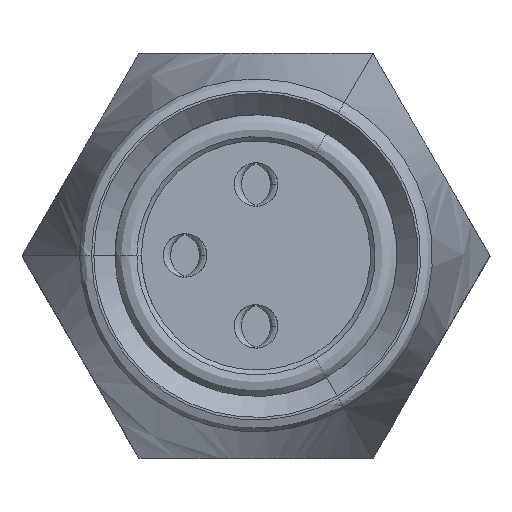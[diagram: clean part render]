
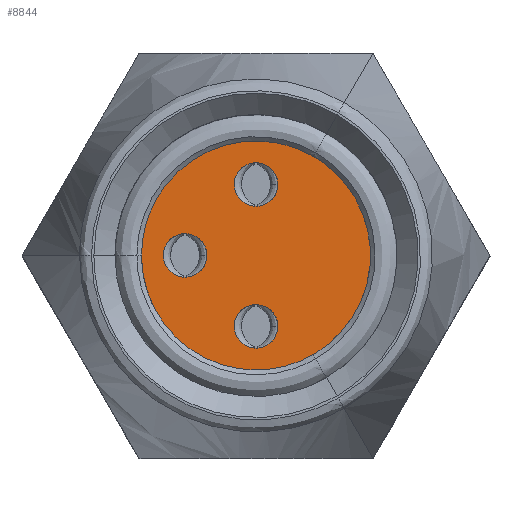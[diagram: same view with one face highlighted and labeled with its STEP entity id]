
A CAD part, top view. The second image highlights one B-rep face of the part: STEP entity #8844.
In plain terms, the highlighted planar face has unit normal (0, 0, 1).
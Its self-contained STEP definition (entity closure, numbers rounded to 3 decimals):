
#8774=AXIS2_PLACEMENT_3D('Plane Axis2P3D',#8771,#8772,#8773) ;
#8405=CARTESIAN_POINT('Vertex',(5.254,3.389,35.4)) ;
#8409=CARTESIAN_POINT('Control Point',(5.254,3.389,35.4)) ;
#8410=CARTESIAN_POINT('Control Point',(5.013,2.49,35.4)) ;
#8411=CARTESIAN_POINT('Control Point',(5.913,2.731,35.4)) ;
#8412=CARTESIAN_POINT('Vertex',(5.913,2.731,35.4)) ;
#8434=CARTESIAN_POINT('Control Point',(5.913,2.731,35.4)) ;
#8435=CARTESIAN_POINT('Control Point',(6.812,2.972,35.4)) ;
#8436=CARTESIAN_POINT('Control Point',(6.154,3.63,35.4)) ;
#8437=CARTESIAN_POINT('Vertex',(6.154,3.63,35.4)) ;
#8459=CARTESIAN_POINT('Control Point',(6.154,3.63,35.4)) ;
#8460=CARTESIAN_POINT('Control Point',(5.495,4.288,35.4)) ;
#8461=CARTESIAN_POINT('Control Point',(5.254,3.389,35.4)) ;
#8480=CARTESIAN_POINT('Vertex',(3.504,5.139,35.4)) ;
#8484=CARTESIAN_POINT('Control Point',(3.504,5.139,35.4)) ;
#8485=CARTESIAN_POINT('Control Point',(3.263,4.24,35.4)) ;
#8486=CARTESIAN_POINT('Control Point',(4.163,4.481,35.4)) ;
#8487=CARTESIAN_POINT('Vertex',(4.163,4.481,35.4)) ;
#8509=CARTESIAN_POINT('Control Point',(4.163,4.481,35.4)) ;
#8510=CARTESIAN_POINT('Control Point',(5.062,4.722,35.4)) ;
#8511=CARTESIAN_POINT('Control Point',(4.404,5.38,35.4)) ;
#8512=CARTESIAN_POINT('Vertex',(4.404,5.38,35.4)) ;
#8534=CARTESIAN_POINT('Control Point',(4.404,5.38,35.4)) ;
#8535=CARTESIAN_POINT('Control Point',(3.745,6.038,35.4)) ;
#8536=CARTESIAN_POINT('Control Point',(3.504,5.139,35.4)) ;
#8555=CARTESIAN_POINT('Vertex',(5.254,6.889,35.4)) ;
#8559=CARTESIAN_POINT('Control Point',(5.254,6.889,35.4)) ;
#8560=CARTESIAN_POINT('Control Point',(5.013,5.99,35.4)) ;
#8561=CARTESIAN_POINT('Control Point',(5.913,6.231,35.4)) ;
#8562=CARTESIAN_POINT('Vertex',(5.913,6.231,35.4)) ;
#8584=CARTESIAN_POINT('Control Point',(5.913,6.231,35.4)) ;
#8585=CARTESIAN_POINT('Control Point',(6.812,6.472,35.4)) ;
#8586=CARTESIAN_POINT('Control Point',(6.154,7.13,35.4)) ;
#8587=CARTESIAN_POINT('Vertex',(6.154,7.13,35.4)) ;
#8609=CARTESIAN_POINT('Control Point',(6.154,7.13,35.4)) ;
#8610=CARTESIAN_POINT('Control Point',(5.495,7.788,35.4)) ;
#8611=CARTESIAN_POINT('Control Point',(5.254,6.889,35.4)) ;
#8771=CARTESIAN_POINT('Axis2P3D Location',(3.576,8.806,35.4)) ;
#8777=CARTESIAN_POINT('Control Point',(3.045,5.731,35.4)) ;
#8778=CARTESIAN_POINT('Control Point',(2.952,5.387,35.4)) ;
#8779=CARTESIAN_POINT('Control Point',(2.908,5.002,35.4)) ;
#8780=CARTESIAN_POINT('Control Point',(2.93,4.589,35.4)) ;
#8781=CARTESIAN_POINT('Control Point',(3.139,3.78,35.4)) ;
#8782=CARTESIAN_POINT('Control Point',(3.645,3.073,35.4)) ;
#8783=CARTESIAN_POINT('Control Point',(3.953,2.78,35.4)) ;
#8784=CARTESIAN_POINT('Control Point',(4.658,2.326,35.4)) ;
#8785=CARTESIAN_POINT('Control Point',(5.439,2.153,35.4)) ;
#8786=CARTESIAN_POINT('Control Point',(5.823,2.14,35.4)) ;
#8787=CARTESIAN_POINT('Control Point',(6.181,2.185,35.4)) ;
#8788=CARTESIAN_POINT('Control Point',(6.505,2.271,35.4)) ;
#8789=CARTESIAN_POINT('Vertex',(3.045,5.731,35.4)) ;
#8791=CARTESIAN_POINT('Vertex',(6.505,2.271,35.4)) ;
#8795=CARTESIAN_POINT('Control Point',(6.505,2.271,35.4)) ;
#8796=CARTESIAN_POINT('Control Point',(6.849,2.364,35.4)) ;
#8797=CARTESIAN_POINT('Control Point',(7.204,2.517,35.4)) ;
#8798=CARTESIAN_POINT('Control Point',(7.551,2.744,35.4)) ;
#8799=CARTESIAN_POINT('Control Point',(8.147,3.328,35.4)) ;
#8800=CARTESIAN_POINT('Control Point',(8.507,4.12,35.4)) ;
#8801=CARTESIAN_POINT('Control Point',(8.607,4.533,35.4)) ;
#8802=CARTESIAN_POINT('Control Point',(8.647,5.371,35.4)) ;
#8803=CARTESIAN_POINT('Control Point',(8.406,6.133,35.4)) ;
#8804=CARTESIAN_POINT('Control Point',(8.225,6.473,35.4)) ;
#8805=CARTESIAN_POINT('Control Point',(8.008,6.761,35.4)) ;
#8806=CARTESIAN_POINT('Control Point',(7.771,6.998,35.4)) ;
#8807=CARTESIAN_POINT('Vertex',(7.771,6.998,35.4)) ;
#8811=CARTESIAN_POINT('Control Point',(7.771,6.998,35.4)) ;
#8812=CARTESIAN_POINT('Control Point',(7.519,7.25,35.4)) ;
#8813=CARTESIAN_POINT('Control Point',(7.208,7.481,35.4)) ;
#8814=CARTESIAN_POINT('Control Point',(6.839,7.668,35.4)) ;
#8815=CARTESIAN_POINT('Control Point',(6.035,7.891,35.4)) ;
#8816=CARTESIAN_POINT('Control Point',(5.169,7.807,35.4)) ;
#8817=CARTESIAN_POINT('Control Point',(4.761,7.687,35.4)) ;
#8818=CARTESIAN_POINT('Control Point',(4.016,7.303,35.4)) ;
#8819=CARTESIAN_POINT('Control Point',(3.476,6.713,35.4)) ;
#8820=CARTESIAN_POINT('Control Point',(3.272,6.387,35.4)) ;
#8821=CARTESIAN_POINT('Control Point',(3.131,6.054,35.4)) ;
#8822=CARTESIAN_POINT('Control Point',(3.045,5.731,35.4)) ;
#8772=DIRECTION('Axis2P3D Direction',(0.,0.,1.)) ;
#8773=DIRECTION('Axis2P3D XDirection',(-0.259,-0.966,0.)) ;
#8825=ORIENTED_EDGE('',*,*,#8793,.T.) ;
#8826=ORIENTED_EDGE('',*,*,#8809,.T.) ;
#8827=ORIENTED_EDGE('',*,*,#8823,.T.) ;
#8830=ORIENTED_EDGE('',*,*,#8462,.T.) ;
#8831=ORIENTED_EDGE('',*,*,#8439,.T.) ;
#8832=ORIENTED_EDGE('',*,*,#8414,.T.) ;
#8835=ORIENTED_EDGE('',*,*,#8537,.T.) ;
#8836=ORIENTED_EDGE('',*,*,#8514,.T.) ;
#8837=ORIENTED_EDGE('',*,*,#8489,.T.) ;
#8840=ORIENTED_EDGE('',*,*,#8612,.T.) ;
#8841=ORIENTED_EDGE('',*,*,#8589,.T.) ;
#8842=ORIENTED_EDGE('',*,*,#8564,.T.) ;
#8833=FACE_BOUND('',#8829,.T.) ;
#8838=FACE_BOUND('',#8834,.T.) ;
#8843=FACE_BOUND('',#8839,.T.) ;
#8844=ADVANCED_FACE('5011280.1\\instance id 5\\R2',(#8828,#8833,#8838,#8843),#8775,.T.) ;
#8776=B_SPLINE_CURVE_WITH_KNOTS('',5,(#8777,#8778,#8779,#8780,#8781,#8782,#8783,#8784,#8785,#8786,#8787,#8788),.UNSPECIFIED.,.F.,.U.,(6,3,3,6),(0.,3.988,7.71,11.451),.UNSPECIFIED.) ;
#8794=B_SPLINE_CURVE_WITH_KNOTS('',5,(#8795,#8796,#8797,#8798,#8799,#8800,#8801,#8802,#8803,#8804,#8805,#8806),.UNSPECIFIED.,.F.,.U.,(6,3,3,6),(0.,3.988,7.71,11.451),.UNSPECIFIED.) ;
#8810=B_SPLINE_CURVE_WITH_KNOTS('',5,(#8811,#8812,#8813,#8814,#8815,#8816,#8817,#8818,#8819,#8820,#8821,#8822),.UNSPECIFIED.,.F.,.U.,(6,3,3,6),(0.,3.988,7.71,11.451),.UNSPECIFIED.) ;
#8414=EDGE_CURVE('',#8413,#8406,#8408,.F.) ;
#8439=EDGE_CURVE('',#8438,#8413,#8433,.F.) ;
#8462=EDGE_CURVE('',#8406,#8438,#8458,.F.) ;
#8489=EDGE_CURVE('',#8488,#8481,#8483,.F.) ;
#8514=EDGE_CURVE('',#8513,#8488,#8508,.F.) ;
#8537=EDGE_CURVE('',#8481,#8513,#8533,.F.) ;
#8564=EDGE_CURVE('',#8563,#8556,#8558,.F.) ;
#8589=EDGE_CURVE('',#8588,#8563,#8583,.F.) ;
#8612=EDGE_CURVE('',#8556,#8588,#8608,.F.) ;
#8793=EDGE_CURVE('',#8790,#8792,#8776,.T.) ;
#8809=EDGE_CURVE('',#8792,#8808,#8794,.T.) ;
#8823=EDGE_CURVE('',#8808,#8790,#8810,.T.) ;
#8824=EDGE_LOOP('',(#8825,#8826,#8827)) ;
#8829=EDGE_LOOP('',(#8830,#8831,#8832)) ;
#8834=EDGE_LOOP('',(#8835,#8836,#8837)) ;
#8839=EDGE_LOOP('',(#8840,#8841,#8842)) ;
#8828=FACE_OUTER_BOUND('',#8824,.T.) ;
#8775=PLANE('',#8774) ;
#8406=VERTEX_POINT('',#8405) ;
#8413=VERTEX_POINT('',#8412) ;
#8438=VERTEX_POINT('',#8437) ;
#8481=VERTEX_POINT('',#8480) ;
#8488=VERTEX_POINT('',#8487) ;
#8513=VERTEX_POINT('',#8512) ;
#8556=VERTEX_POINT('',#8555) ;
#8563=VERTEX_POINT('',#8562) ;
#8588=VERTEX_POINT('',#8587) ;
#8790=VERTEX_POINT('',#8789) ;
#8792=VERTEX_POINT('',#8791) ;
#8808=VERTEX_POINT('',#8807) ;
#8408=(BOUNDED_CURVE()B_SPLINE_CURVE(2,(#8409,#8410,#8411),.UNSPECIFIED.,.F.,.U.)B_SPLINE_CURVE_WITH_KNOTS((3,3),(0.,1.862),.UNSPECIFIED.)CURVE()GEOMETRIC_REPRESENTATION_ITEM()RATIONAL_B_SPLINE_CURVE((1.,0.5,1.))REPRESENTATION_ITEM('')) ;
#8433=(BOUNDED_CURVE()B_SPLINE_CURVE(2,(#8434,#8435,#8436),.UNSPECIFIED.,.F.,.U.)B_SPLINE_CURVE_WITH_KNOTS((3,3),(1.862,3.724),.UNSPECIFIED.)CURVE()GEOMETRIC_REPRESENTATION_ITEM()RATIONAL_B_SPLINE_CURVE((1.,0.5,1.))REPRESENTATION_ITEM('')) ;
#8458=(BOUNDED_CURVE()B_SPLINE_CURVE(2,(#8459,#8460,#8461),.UNSPECIFIED.,.F.,.U.)B_SPLINE_CURVE_WITH_KNOTS((3,3),(3.724,5.586),.UNSPECIFIED.)CURVE()GEOMETRIC_REPRESENTATION_ITEM()RATIONAL_B_SPLINE_CURVE((1.,0.5,1.))REPRESENTATION_ITEM('')) ;
#8483=(BOUNDED_CURVE()B_SPLINE_CURVE(2,(#8484,#8485,#8486),.UNSPECIFIED.,.F.,.U.)B_SPLINE_CURVE_WITH_KNOTS((3,3),(0.,1.862),.UNSPECIFIED.)CURVE()GEOMETRIC_REPRESENTATION_ITEM()RATIONAL_B_SPLINE_CURVE((1.,0.5,1.))REPRESENTATION_ITEM('')) ;
#8508=(BOUNDED_CURVE()B_SPLINE_CURVE(2,(#8509,#8510,#8511),.UNSPECIFIED.,.F.,.U.)B_SPLINE_CURVE_WITH_KNOTS((3,3),(1.862,3.724),.UNSPECIFIED.)CURVE()GEOMETRIC_REPRESENTATION_ITEM()RATIONAL_B_SPLINE_CURVE((1.,0.5,1.))REPRESENTATION_ITEM('')) ;
#8533=(BOUNDED_CURVE()B_SPLINE_CURVE(2,(#8534,#8535,#8536),.UNSPECIFIED.,.F.,.U.)B_SPLINE_CURVE_WITH_KNOTS((3,3),(3.724,5.586),.UNSPECIFIED.)CURVE()GEOMETRIC_REPRESENTATION_ITEM()RATIONAL_B_SPLINE_CURVE((1.,0.5,1.))REPRESENTATION_ITEM('')) ;
#8558=(BOUNDED_CURVE()B_SPLINE_CURVE(2,(#8559,#8560,#8561),.UNSPECIFIED.,.F.,.U.)B_SPLINE_CURVE_WITH_KNOTS((3,3),(0.,1.862),.UNSPECIFIED.)CURVE()GEOMETRIC_REPRESENTATION_ITEM()RATIONAL_B_SPLINE_CURVE((1.,0.5,1.))REPRESENTATION_ITEM('')) ;
#8583=(BOUNDED_CURVE()B_SPLINE_CURVE(2,(#8584,#8585,#8586),.UNSPECIFIED.,.F.,.U.)B_SPLINE_CURVE_WITH_KNOTS((3,3),(1.862,3.724),.UNSPECIFIED.)CURVE()GEOMETRIC_REPRESENTATION_ITEM()RATIONAL_B_SPLINE_CURVE((1.,0.5,1.))REPRESENTATION_ITEM('')) ;
#8608=(BOUNDED_CURVE()B_SPLINE_CURVE(2,(#8609,#8610,#8611),.UNSPECIFIED.,.F.,.U.)B_SPLINE_CURVE_WITH_KNOTS((3,3),(3.724,5.586),.UNSPECIFIED.)CURVE()GEOMETRIC_REPRESENTATION_ITEM()RATIONAL_B_SPLINE_CURVE((1.,0.5,1.))REPRESENTATION_ITEM('')) ;
